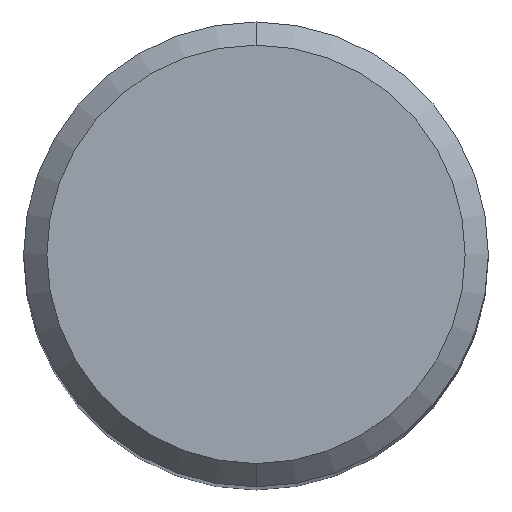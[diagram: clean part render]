
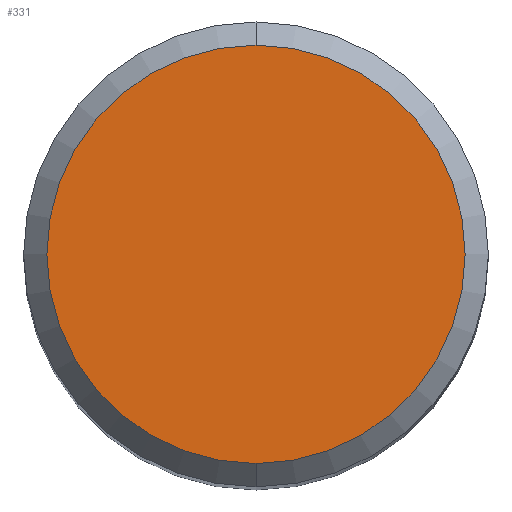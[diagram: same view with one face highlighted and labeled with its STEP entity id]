
A CAD part, top view. The second image highlights one B-rep face of the part: STEP entity #331.
In plain terms, the highlighted planar face has unit normal (0, 0, 1).
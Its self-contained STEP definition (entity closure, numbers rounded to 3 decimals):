
#327=EDGE_CURVE('',#829,#501,#923,.T.);
#331=ADVANCED_FACE('',(#928),#929,.T.);
#501=VERTEX_POINT('',#1119);
#829=VERTEX_POINT('',#1472);
#863=EDGE_CURVE('',#501,#829,#1508,.T.);
#923=CIRCLE('',#1564,7.2);
#928=FACE_OUTER_BOUND('',#1569,.T.);
#929=PLANE('',#1570);
#1119=CARTESIAN_POINT('',(0.,-7.2,0.0));
#1472=CARTESIAN_POINT('',(0.0,7.2,0.0));
#1508=CIRCLE('',#7717,7.2);
#1564=AXIS2_PLACEMENT_3D('',#9177,#9178,#9179);
#1569=EDGE_LOOP('',(#9197,#9198));
#1570=AXIS2_PLACEMENT_3D('',#9199,#9200,#9201);
#7717=AXIS2_PLACEMENT_3D('',#9778,#9779,#9780);
#9177=CARTESIAN_POINT('',(0.0,0.0,0.0));
#9178=DIRECTION('',(0.0,0.0,-1.0));
#9179=DIRECTION('',(0.0,1.0,0.0));
#9197=ORIENTED_EDGE('',*,*,#327,.F.);
#9198=ORIENTED_EDGE('',*,*,#863,.F.);
#9199=CARTESIAN_POINT('',(0.0,3.6,0.0));
#9200=DIRECTION('',(-0.0,0.0,1.0));
#9201=DIRECTION('',(0.0,-1.0,0.0));
#9778=CARTESIAN_POINT('',(0.0,0.0,0.0));
#9779=DIRECTION('',(0.0,0.0,-1.0));
#9780=DIRECTION('',(0.0,1.0,0.0));
